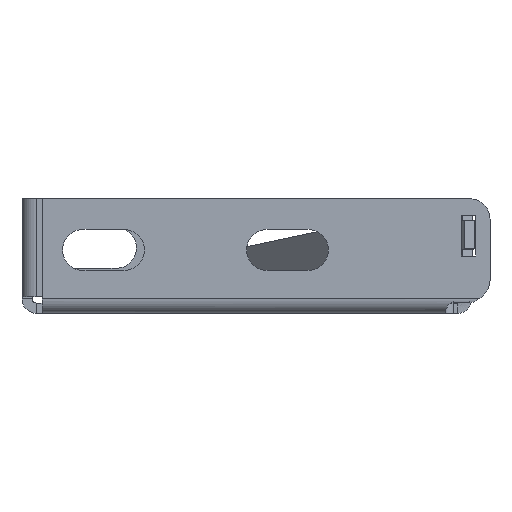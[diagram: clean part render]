
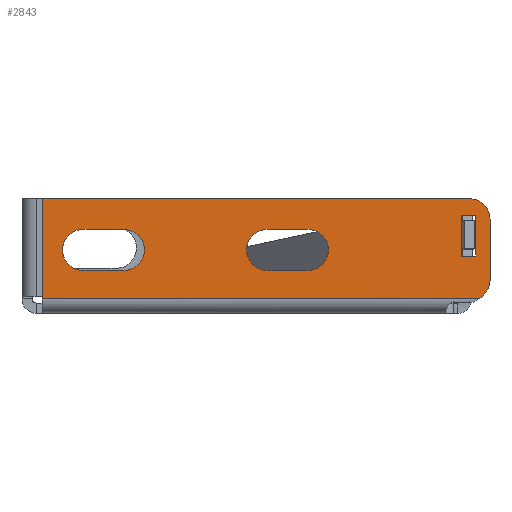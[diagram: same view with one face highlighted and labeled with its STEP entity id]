
A CAD part, left-side view. The second image highlights one B-rep face of the part: STEP entity #2843.
In plain terms, the highlighted planar face has unit normal (-1, 0, 0).
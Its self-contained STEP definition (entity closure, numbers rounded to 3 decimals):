
#23=FACE_BOUND('',#507,.T.);
#24=FACE_BOUND('',#508,.T.);
#25=FACE_BOUND('',#509,.T.);
#71=CIRCLE('',#3035,5.);
#72=CIRCLE('',#3036,5.);
#73=CIRCLE('',#3037,5.);
#74=CIRCLE('',#3038,5.);
#75=CIRCLE('',#3039,5.);
#76=CIRCLE('',#3040,5.);
#179=PLANE('',#3034);
#346=FACE_OUTER_BOUND('',#506,.T.);
#506=EDGE_LOOP('',(#2159,#2160,#2161,#2162,#2163,#2164));
#507=EDGE_LOOP('',(#2165,#2166,#2167,#2168));
#508=EDGE_LOOP('',(#2169,#2170,#2171,#2172));
#509=EDGE_LOOP('',(#2173,#2174,#2175,#2176));
#702=LINE('',#4988,#1002);
#721=LINE('',#5031,#1021);
#722=LINE('',#5035,#1022);
#723=LINE('',#5036,#1023);
#724=LINE('',#5041,#1024);
#725=LINE('',#5044,#1025);
#726=LINE('',#5049,#1026);
#727=LINE('',#5052,#1027);
#728=LINE('',#5055,#1028);
#729=LINE('',#5057,#1029);
#730=LINE('',#5059,#1030);
#731=LINE('',#5060,#1031);
#1002=VECTOR('',#3372,10.);
#1021=VECTOR('',#3435,10.);
#1022=VECTOR('',#3438,10.);
#1023=VECTOR('',#3439,10.);
#1024=VECTOR('',#3442,10.);
#1025=VECTOR('',#3445,10.);
#1026=VECTOR('',#3448,10.);
#1027=VECTOR('',#3451,10.);
#1028=VECTOR('',#3452,10.);
#1029=VECTOR('',#3453,10.);
#1030=VECTOR('',#3454,10.);
#1031=VECTOR('',#3455,10.);
#1317=VERTEX_POINT('',#4750);
#1321=VERTEX_POINT('',#4774);
#1326=VERTEX_POINT('',#5028);
#1327=VERTEX_POINT('',#5030);
#1328=VERTEX_POINT('',#5032);
#1329=VERTEX_POINT('',#5034);
#1330=VERTEX_POINT('',#5037);
#1331=VERTEX_POINT('',#5038);
#1332=VERTEX_POINT('',#5040);
#1333=VERTEX_POINT('',#5042);
#1334=VERTEX_POINT('',#5045);
#1335=VERTEX_POINT('',#5046);
#1336=VERTEX_POINT('',#5048);
#1337=VERTEX_POINT('',#5050);
#1338=VERTEX_POINT('',#5053);
#1339=VERTEX_POINT('',#5054);
#1340=VERTEX_POINT('',#5056);
#1341=VERTEX_POINT('',#5058);
#1620=EDGE_CURVE('',#1321,#1317,#702,.T.);
#1639=EDGE_CURVE('',#1317,#1326,#71,.T.);
#1640=EDGE_CURVE('',#1326,#1327,#721,.T.);
#1641=EDGE_CURVE('',#1327,#1328,#72,.T.);
#1642=EDGE_CURVE('',#1328,#1329,#722,.T.);
#1643=EDGE_CURVE('',#1329,#1321,#723,.T.);
#1644=EDGE_CURVE('',#1330,#1331,#73,.T.);
#1645=EDGE_CURVE('',#1331,#1332,#724,.T.);
#1646=EDGE_CURVE('',#1332,#1333,#74,.T.);
#1647=EDGE_CURVE('',#1333,#1330,#725,.T.);
#1648=EDGE_CURVE('',#1334,#1335,#75,.T.);
#1649=EDGE_CURVE('',#1335,#1336,#726,.T.);
#1650=EDGE_CURVE('',#1336,#1337,#76,.T.);
#1651=EDGE_CURVE('',#1337,#1334,#727,.T.);
#1652=EDGE_CURVE('',#1338,#1339,#728,.T.);
#1653=EDGE_CURVE('',#1339,#1340,#729,.T.);
#1654=EDGE_CURVE('',#1340,#1341,#730,.T.);
#1655=EDGE_CURVE('',#1341,#1338,#731,.T.);
#2159=ORIENTED_EDGE('',*,*,#1620,.T.);
#2160=ORIENTED_EDGE('',*,*,#1639,.T.);
#2161=ORIENTED_EDGE('',*,*,#1640,.T.);
#2162=ORIENTED_EDGE('',*,*,#1641,.T.);
#2163=ORIENTED_EDGE('',*,*,#1642,.T.);
#2164=ORIENTED_EDGE('',*,*,#1643,.T.);
#2165=ORIENTED_EDGE('',*,*,#1644,.T.);
#2166=ORIENTED_EDGE('',*,*,#1645,.T.);
#2167=ORIENTED_EDGE('',*,*,#1646,.T.);
#2168=ORIENTED_EDGE('',*,*,#1647,.T.);
#2169=ORIENTED_EDGE('',*,*,#1648,.T.);
#2170=ORIENTED_EDGE('',*,*,#1649,.T.);
#2171=ORIENTED_EDGE('',*,*,#1650,.T.);
#2172=ORIENTED_EDGE('',*,*,#1651,.T.);
#2173=ORIENTED_EDGE('',*,*,#1652,.T.);
#2174=ORIENTED_EDGE('',*,*,#1653,.T.);
#2175=ORIENTED_EDGE('',*,*,#1654,.T.);
#2176=ORIENTED_EDGE('',*,*,#1655,.T.);
#2843=ADVANCED_FACE('',(#346,#23,#24,#25),#179,.F.);
#3034=AXIS2_PLACEMENT_3D('',#5027,#3431,#3432);
#3035=AXIS2_PLACEMENT_3D('',#5029,#3433,#3434);
#3036=AXIS2_PLACEMENT_3D('',#5033,#3436,#3437);
#3037=AXIS2_PLACEMENT_3D('',#5039,#3440,#3441);
#3038=AXIS2_PLACEMENT_3D('',#5043,#3443,#3444);
#3039=AXIS2_PLACEMENT_3D('',#5047,#3446,#3447);
#3040=AXIS2_PLACEMENT_3D('',#5051,#3449,#3450);
#3372=DIRECTION('',(0.,-1.,0.));
#3431=DIRECTION('center_axis',(1.,0.,0.));
#3432=DIRECTION('ref_axis',(0.,0.,
-1.));
#3433=DIRECTION('center_axis',(-1.,0.,0.));
#3434=DIRECTION('ref_axis',(0.,1.,0.));
#3435=DIRECTION('',(0.,0.,1.));
#3436=DIRECTION('center_axis',(-1.,0.,0.));
#3437=DIRECTION('ref_axis',(0.,0.,
-1.));
#3438=DIRECTION('',(0.,1.,0.));
#3439=DIRECTION('',(0.,0.,-1.));
#3440=DIRECTION('center_axis',(1.,0.,0.));
#3441=DIRECTION('ref_axis',(0.,0.,
-1.));
#3442=DIRECTION('',(0.,1.,0.));
#3443=DIRECTION('center_axis',(1.,0.,0.));
#3444=DIRECTION('ref_axis',(0.,0.,1.));
#3445=DIRECTION('',(0.,-1.,0.));
#3446=DIRECTION('center_axis',(1.,0.,0.));
#3447=DIRECTION('ref_axis',(0.,0.,
-1.));
#3448=DIRECTION('',(0.,-1.,0.));
#3449=DIRECTION('center_axis',(1.,0.,0.));
#3450=DIRECTION('ref_axis',(0.,0.,1.));
#3451=DIRECTION('',(0.,1.,0.));
#3452=DIRECTION('',(0.,1.,0.));
#3453=DIRECTION('',(0.,0.,1.));
#3454=DIRECTION('',(0.,-1.,0.));
#3455=DIRECTION('',(0.,0.,-1.));
#4750=CARTESIAN_POINT('',(23.921,-135.925,3.5));
#4774=CARTESIAN_POINT('',(23.921,-29.244,3.5));
#4988=CARTESIAN_POINT('',(23.921,-43.698,3.5));
#5027=CARTESIAN_POINT('Origin',(23.921,-58.153,-163.561));
#5028=CARTESIAN_POINT('',(23.921,-138.744,8.));
#5029=CARTESIAN_POINT('Origin',(23.921,-133.744,8.));
#5030=CARTESIAN_POINT('',(23.921,-138.744,23.));
#5031=CARTESIAN_POINT('',(23.921,-138.744,8.));
#5032=CARTESIAN_POINT('',(23.921,-133.744,28.));
#5033=CARTESIAN_POINT('Origin',(23.921,-133.744,23.));
#5034=CARTESIAN_POINT('',(23.921,-29.244,28.));
#5035=CARTESIAN_POINT('',(23.921,-133.744,28.));
#5036=CARTESIAN_POINT('',(23.921,-29.244,28.));
#5037=CARTESIAN_POINT('',(23.921,-49.245,20.499));
#5038=CARTESIAN_POINT('',(23.921,-49.245,10.499));
#5039=CARTESIAN_POINT('Origin',(23.921,-49.245,15.499));
#5040=CARTESIAN_POINT('',(23.921,-39.245,10.499));
#5041=CARTESIAN_POINT('',(23.921,-48.699,10.499));
#5042=CARTESIAN_POINT('',(23.921,-39.245,20.499));
#5043=CARTESIAN_POINT('Origin',(23.921,-39.245,15.499));
#5044=CARTESIAN_POINT('',(23.921,-53.699,20.499));
#5045=CARTESIAN_POINT('',(23.921,-84.245,10.5));
#5046=CARTESIAN_POINT('',(23.921,-84.245,20.5));
#5047=CARTESIAN_POINT('Origin',(23.921,-84.245,15.5));
#5048=CARTESIAN_POINT('',(23.921,-94.245,20.5));
#5049=CARTESIAN_POINT('',(23.921,-76.199,20.5));
#5050=CARTESIAN_POINT('',(23.921,-94.245,10.5));
#5051=CARTESIAN_POINT('Origin',(23.921,-94.245,15.5));
#5052=CARTESIAN_POINT('',(23.921,-71.199,10.5));
#5053=CARTESIAN_POINT('',(23.921,-135.244,14.));
#5054=CARTESIAN_POINT('',(23.921,-131.744,14.));
#5055=CARTESIAN_POINT('',(23.921,-94.948,14.));
#5056=CARTESIAN_POINT('',(23.921,-131.744,24.));
#5057=CARTESIAN_POINT('',(23.921,-131.744,-69.781));
#5058=CARTESIAN_POINT('',(23.921,-135.244,24.));
#5059=CARTESIAN_POINT('',(23.921,-96.698,24.));
#5060=CARTESIAN_POINT('',(23.921,-135.244,-74.781));
